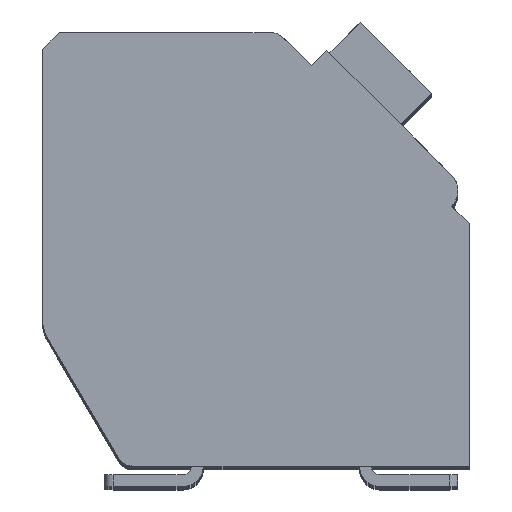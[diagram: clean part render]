
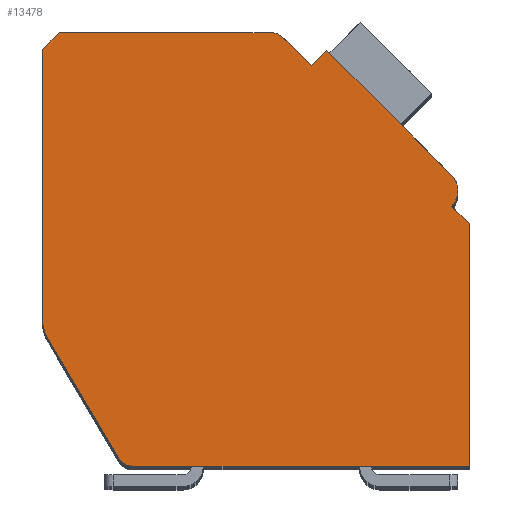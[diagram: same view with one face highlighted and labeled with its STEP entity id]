
A CAD part, top view. The second image highlights one B-rep face of the part: STEP entity #13478.
In plain terms, the highlighted planar face has unit normal (0, 0, 1).
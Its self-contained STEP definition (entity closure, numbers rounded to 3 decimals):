
#294=DIRECTION('',(0.,-1.,0.));
#295=VECTOR('',#294,8.053);
#296=CARTESIAN_POINT('',(-12.7,12.4,2.1));
#297=LINE('',#296,#295);
#298=DIRECTION('',(-0.707,-0.707,0.));
#299=VECTOR('',#298,0.707);
#300=CARTESIAN_POINT('',(-12.2,12.9,2.1));
#301=LINE('',#300,#299);
#302=DIRECTION('',(-1.,0.,0.));
#303=VECTOR('',#302,6.298);
#304=CARTESIAN_POINT('',(-5.902,12.9,2.1));
#305=LINE('',#304,#303);
#306=CARTESIAN_POINT('',(-5.902,12.4,2.1));
#307=DIRECTION('',(0.,0.,1.));
#308=DIRECTION('',(0.707,0.707,0.));
#309=AXIS2_PLACEMENT_3D('',#306,#307,#308);
#311=DIRECTION('',(-0.707,0.707,0.));
#312=VECTOR('',#311,1.197);
#313=CARTESIAN_POINT('',(-4.702,11.907,2.1));
#314=LINE('',#313,#312);
#315=DIRECTION('',(-0.707,-0.707,0.));
#316=VECTOR('',#315,0.65);
#317=CARTESIAN_POINT('',(-4.243,12.367,2.1));
#318=LINE('',#317,#316);
#319=DIRECTION('',(-0.707,0.707,0.));
#320=VECTOR('',#319,5.25);
#321=CARTESIAN_POINT('',(-0.53,8.655,2.1));
#322=LINE('',#321,#320);
#323=CARTESIAN_POINT('',(-0.99,8.195,2.1));
#324=DIRECTION('',(0.,0.,1.));
#325=DIRECTION('',(0.707,-0.707,0.));
#326=AXIS2_PLACEMENT_3D('',#323,#324,#325);
#328=DIRECTION('',(-0.707,0.707,0.));
#329=VECTOR('',#328,0.75);
#330=CARTESIAN_POINT('',(0.,7.205,2.1));
#331=LINE('',#330,#329);
#332=DIRECTION('',(0.,1.,0.));
#333=VECTOR('',#332,7.205);
#334=CARTESIAN_POINT('',(0.,0.,2.1));
#335=LINE('',#334,#333);
#336=DIRECTION('',(1.,0.,0.));
#337=VECTOR('',#336,10.014);
#338=CARTESIAN_POINT('',(-10.014,0.,2.1));
#339=LINE('',#338,#337);
#340=CARTESIAN_POINT('',(-10.014,0.5,2.1));
#341=DIRECTION('',(0.,0.,1.));
#342=DIRECTION('',(-0.862,-0.508,0.));
#343=AXIS2_PLACEMENT_3D('',#340,#341,#342);
#345=DIRECTION('',(0.508,-0.862,0.));
#346=VECTOR('',#345,4.17);
#347=CARTESIAN_POINT('',(-12.562,3.839,2.1));
#348=LINE('',#347,#346);
#349=CARTESIAN_POINT('',(-11.7,4.347,2.1));
#350=DIRECTION('',(0.,0.,1.));
#351=DIRECTION('',(-1.,0.,0.));
#352=AXIS2_PLACEMENT_3D('',#349,#350,#351);
#10118=CARTESIAN_POINT('',(-12.7,12.4,2.1));
#10119=CARTESIAN_POINT('',(-12.7,4.347,2.1));
#10120=VERTEX_POINT('',#10118);
#10121=VERTEX_POINT('',#10119);
#10122=CARTESIAN_POINT('',(-12.562,3.839,2.1));
#10123=VERTEX_POINT('',#10122);
#10124=CARTESIAN_POINT('',(-10.445,0.246,2.1));
#10125=VERTEX_POINT('',#10124);
#10126=CARTESIAN_POINT('',(-10.014,0.,2.1));
#10127=VERTEX_POINT('',#10126);
#10128=CARTESIAN_POINT('',(0.,0.,2.1));
#10129=VERTEX_POINT('',#10128);
#10130=CARTESIAN_POINT('',(0.,7.205,2.1));
#10131=VERTEX_POINT('',#10130);
#10132=CARTESIAN_POINT('',(-0.53,7.735,2.1));
#10133=VERTEX_POINT('',#10132);
#10134=CARTESIAN_POINT('',(-0.53,8.655,2.1));
#10135=VERTEX_POINT('',#10134);
#10136=CARTESIAN_POINT('',(-4.243,12.367,2.1));
#10137=VERTEX_POINT('',#10136);
#10138=CARTESIAN_POINT('',(-4.702,11.907,2.1));
#10139=VERTEX_POINT('',#10138);
#10140=CARTESIAN_POINT('',(-5.548,12.754,2.1));
#10141=VERTEX_POINT('',#10140);
#10142=CARTESIAN_POINT('',(-5.902,12.9,2.1));
#10143=VERTEX_POINT('',#10142);
#10144=CARTESIAN_POINT('',(-12.2,12.9,2.1));
#10145=VERTEX_POINT('',#10144);
#13445=CARTESIAN_POINT('',(0.,0.,2.1));
#13446=DIRECTION('',(0.,0.,1.));
#13447=DIRECTION('',(1.,0.,0.));
#13448=AXIS2_PLACEMENT_3D('',#13445,#13446,#13447);
#13449=PLANE('',#13448);
#13450=ORIENTED_EDGE('',*,*,#13198,.F.);
#13452=ORIENTED_EDGE('',*,*,#13451,.F.);
#13454=ORIENTED_EDGE('',*,*,#13453,.F.);
#13456=ORIENTED_EDGE('',*,*,#13455,.F.);
#13458=ORIENTED_EDGE('',*,*,#13457,.F.);
#13460=ORIENTED_EDGE('',*,*,#13459,.F.);
#13462=ORIENTED_EDGE('',*,*,#13461,.F.);
#13464=ORIENTED_EDGE('',*,*,#13463,.F.);
#13466=ORIENTED_EDGE('',*,*,#13465,.F.);
#13468=ORIENTED_EDGE('',*,*,#13467,.F.);
#13470=ORIENTED_EDGE('',*,*,#13469,.F.);
#13472=ORIENTED_EDGE('',*,*,#13471,.F.);
#13474=ORIENTED_EDGE('',*,*,#13473,.F.);
#13475=ORIENTED_EDGE('',*,*,#13303,.F.);
#13476=EDGE_LOOP('',(#13450,#13452,#13454,#13456,#13458,#13460,#13462,#13464,
#13466,#13468,#13470,#13472,#13474,#13475));
#13477=FACE_OUTER_BOUND('',#13476,.F.);
#310=CIRCLE('',#309,0.5);
#327=CIRCLE('',#326,0.65);
#344=CIRCLE('',#343,0.5);
#353=CIRCLE('',#352,1.);
#13198=EDGE_CURVE('',#10120,#10121,#297,.T.);
#13303=EDGE_CURVE('',#10121,#10123,#353,.T.);
#13451=EDGE_CURVE('',#10145,#10120,#301,.T.);
#13453=EDGE_CURVE('',#10143,#10145,#305,.T.);
#13455=EDGE_CURVE('',#10141,#10143,#310,.T.);
#13457=EDGE_CURVE('',#10139,#10141,#314,.T.);
#13459=EDGE_CURVE('',#10137,#10139,#318,.T.);
#13461=EDGE_CURVE('',#10135,#10137,#322,.T.);
#13463=EDGE_CURVE('',#10133,#10135,#327,.T.);
#13465=EDGE_CURVE('',#10131,#10133,#331,.T.);
#13467=EDGE_CURVE('',#10129,#10131,#335,.T.);
#13469=EDGE_CURVE('',#10127,#10129,#339,.T.);
#13471=EDGE_CURVE('',#10125,#10127,#344,.T.);
#13473=EDGE_CURVE('',#10123,#10125,#348,.T.);
#13478=ADVANCED_FACE('',(#13477),#13449,.T.);
